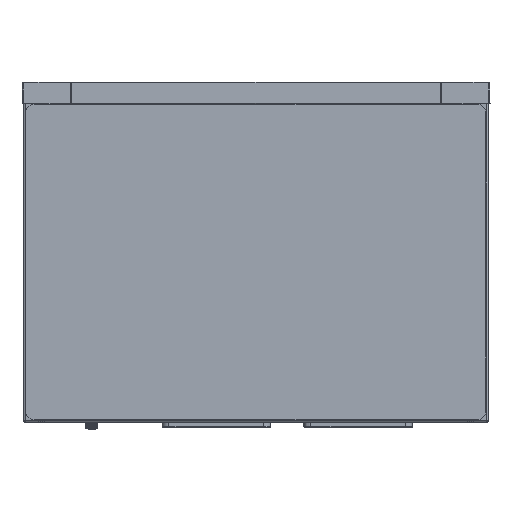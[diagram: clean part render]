
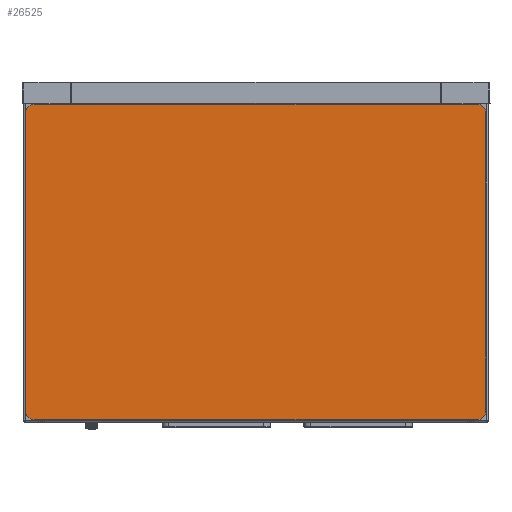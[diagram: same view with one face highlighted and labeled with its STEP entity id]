
A CAD part, top view. The second image highlights one B-rep face of the part: STEP entity #26525.
In plain terms, the highlighted planar face has unit normal (0, 0, 1).
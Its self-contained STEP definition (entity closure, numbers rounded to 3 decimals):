
#3881=CIRCLE('',#101781,10.);
#3882=CIRCLE('',#101782,10.);
#3883=CIRCLE('',#101783,10.);
#3884=CIRCLE('',#101784,10.);
#26525=ADVANCED_FACE('',(#30074),#28839,.T.);
#28839=PLANE('',#101785);
#30074=FACE_OUTER_BOUND('',#32104,.T.);
#32104=EDGE_LOOP('',(#36025,#36026,#36027,#36028,#36029,#36030,#36031,#36032));
#36025=ORIENTED_EDGE('',*,*,#65402,.T.);
#36026=ORIENTED_EDGE('',*,*,#65403,.T.);
#36027=ORIENTED_EDGE('',*,*,#65404,.T.);
#36028=ORIENTED_EDGE('',*,*,#65405,.T.);
#36029=ORIENTED_EDGE('',*,*,#65406,.T.);
#36030=ORIENTED_EDGE('',*,*,#65407,.T.);
#36031=ORIENTED_EDGE('',*,*,#65408,.T.);
#36032=ORIENTED_EDGE('',*,*,#65409,.T.);
#50717=VERTEX_POINT('',#130416);
#50718=VERTEX_POINT('',#130417);
#50719=VERTEX_POINT('',#130419);
#50720=VERTEX_POINT('',#130421);
#50721=VERTEX_POINT('',#130423);
#50722=VERTEX_POINT('',#130425);
#50723=VERTEX_POINT('',#130427);
#50724=VERTEX_POINT('',#130429);
#65402=EDGE_CURVE('',#50717,#50718,#79782,.T.);
#65403=EDGE_CURVE('',#50718,#50719,#3881,.T.);
#65404=EDGE_CURVE('',#50719,#50720,#79783,.T.);
#65405=EDGE_CURVE('',#50720,#50721,#3882,.T.);
#65406=EDGE_CURVE('',#50721,#50722,#79784,.T.);
#65407=EDGE_CURVE('',#50722,#50723,#3883,.T.);
#65408=EDGE_CURVE('',#50723,#50724,#79785,.T.);
#65409=EDGE_CURVE('',#50724,#50717,#3884,.T.);
#79782=LINE('',#130415,#88328);
#79783=LINE('',#130420,#88329);
#79784=LINE('',#130424,#88330);
#79785=LINE('',#130428,#88331);
#88328=VECTOR('',#108075,1.);
#88329=VECTOR('',#108078,1.);
#88330=VECTOR('',#108081,1.);
#88331=VECTOR('',#108084,1.);
#101781=AXIS2_PLACEMENT_3D('',#130418,#108076,#108077);
#101782=AXIS2_PLACEMENT_3D('',#130422,#108079,#108080);
#101783=AXIS2_PLACEMENT_3D('',#130426,#108082,#108083);
#101784=AXIS2_PLACEMENT_3D('',#130430,#108085,#108086);
#101785=AXIS2_PLACEMENT_3D('',#130431,#108087,#108088);
#108075=DIRECTION('',(0.,-1.,0.));
#108076=DIRECTION('',(0.,0.,1.));
#108077=DIRECTION('',(1.,0.,0.));
#108078=DIRECTION('',(1.,0.,0.));
#108079=DIRECTION('',(0.,0.,1.));
#108080=DIRECTION('',(1.,0.,0.));
#108081=DIRECTION('',(0.,1.,0.));
#108082=DIRECTION('',(0.,0.,1.));
#108083=DIRECTION('',(1.,0.,0.));
#108084=DIRECTION('',(-1.,0.,0.));
#108085=DIRECTION('',(0.,0.,1.));
#108086=DIRECTION('',(1.,0.,0.));
#108087=DIRECTION('',(0.,0.,1.));
#108088=DIRECTION('',(0.,1.,0.));
#130415=CARTESIAN_POINT('',(-271.854,102.23,424.03));
#130416=CARTESIAN_POINT('',(-271.854,102.23,424.03));
#130417=CARTESIAN_POINT('',(-271.854,-244.77,424.03));
#130418=CARTESIAN_POINT('',(-261.854,-244.77,424.03));
#130419=CARTESIAN_POINT('',(-261.854,-254.77,424.03));
#130420=CARTESIAN_POINT('',(-261.854,-254.77,424.03));
#130421=CARTESIAN_POINT('',(253.146,-254.77,424.03));
#130422=CARTESIAN_POINT('',(253.146,-244.77,424.03));
#130423=CARTESIAN_POINT('',(263.146,-244.77,424.03));
#130424=CARTESIAN_POINT('',(263.146,-244.77,424.03));
#130425=CARTESIAN_POINT('',(263.146,102.23,424.03));
#130426=CARTESIAN_POINT('',(253.146,102.23,424.03));
#130427=CARTESIAN_POINT('',(253.146,112.23,424.03));
#130428=CARTESIAN_POINT('',(253.146,112.23,424.03));
#130429=CARTESIAN_POINT('',(-261.854,112.23,424.03));
#130430=CARTESIAN_POINT('',(-261.854,102.23,424.03));
#130431=CARTESIAN_POINT('',(-261.854,-244.77,424.03));
